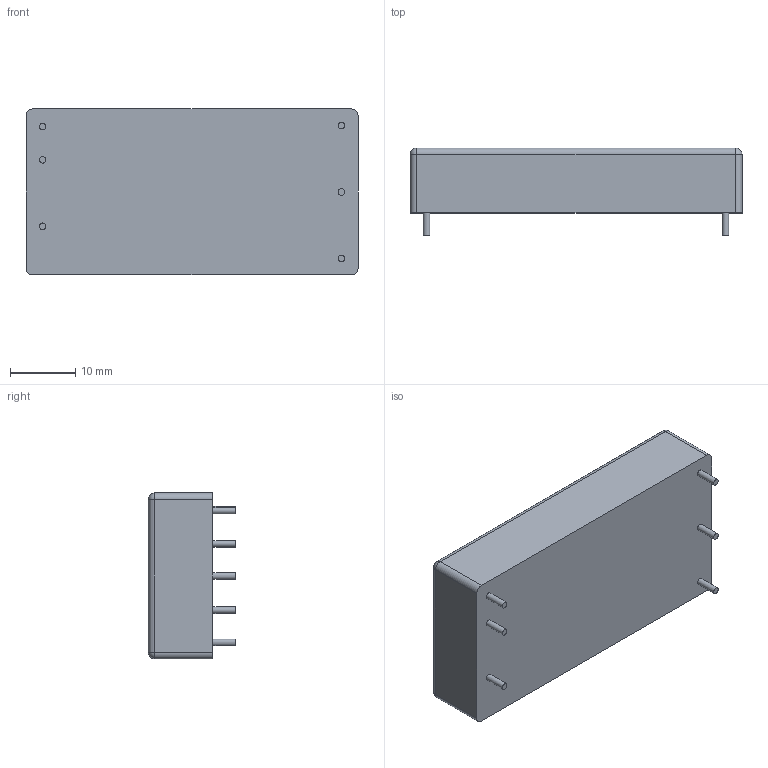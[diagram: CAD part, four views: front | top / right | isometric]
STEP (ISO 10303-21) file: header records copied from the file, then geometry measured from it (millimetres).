
FILE_DESCRIPTION(/* description */ (''),/* implementation_level */ '2;1');
FILE_NAME(/* name */ 'MSG30 v1 v2.step',/* time_stamp */ '2016-12-28T15:46:45+09:00',/* author */ (''),/* organization */ (''),/* preprocessor_version */ 'ST-DEVELOPER v16.5',/* originating_system */ 'Autodesk Translation Framework v5.2.0.2920',/* authorisation */ '');
FILE_SCHEMA (('AUTOMOTIVE_DESIGN { 1 0 10303 214 3 1 1 }'));
Length unit declared in the file: millimetre
Products named in the file (1): MSG30 v1 v2
Bounding box: 50.8 x 13.4 x 25.4 mm (x, y, z)
Volume: 12750.1 mm3; surface area: 4071.5 mm2
Topology: 1 solids, 1 shells, 30 faces, 54 edges, 32 vertices
Faces by surface type: cylinder 14, plane 12, sphere 4
Full cylindrical faces by diameter (mm): 1 x6
Entity records: 722 total; most frequent: DIRECTION 138, CARTESIAN_POINT 111, ORIENTED_EDGE 96, AXIS2_PLACEMENT_3D 59, EDGE_CURVE 48, EDGE_LOOP 42, VERTEX_POINT 32, FACE_OUTER_BOUND 30
